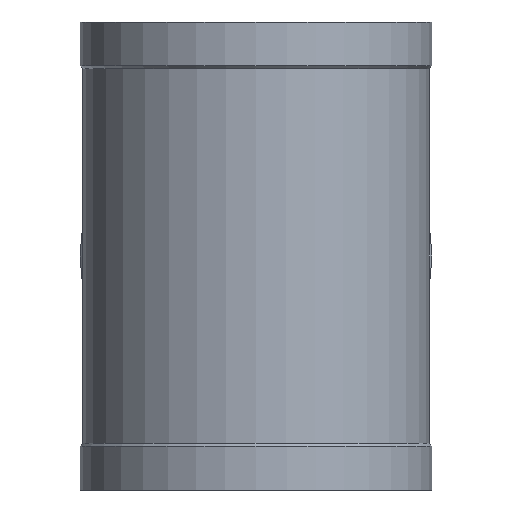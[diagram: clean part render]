
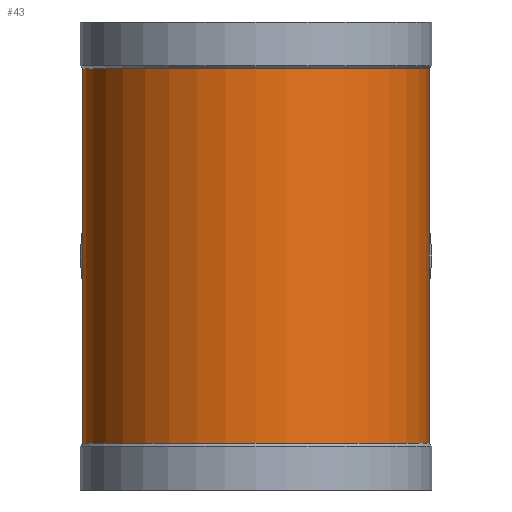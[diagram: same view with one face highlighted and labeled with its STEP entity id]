
A CAD part, left-side view. The second image highlights one B-rep face of the part: STEP entity #43.
In plain terms, the highlighted cylindrical face has radius 177.5 mm (diameter 355 mm), a full revolution.
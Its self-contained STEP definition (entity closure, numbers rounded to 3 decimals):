
#43 = ADVANCED_FACE( '', ( #98, #99, #100 ), #101, .T. );
#98 = FACE_OUTER_BOUND( '', #183, .T. );
#99 = FACE_BOUND( '', #184, .T. );
#100 = FACE_OUTER_BOUND( '', #185, .T. );
#101 = CYLINDRICAL_SURFACE( '', #186, 177.5 );
#183 = EDGE_LOOP( '', ( #262 ) );
#184 = EDGE_LOOP( '', ( #263, #264 ) );
#185 = EDGE_LOOP( '', ( #265 ) );
#186 = AXIS2_PLACEMENT_3D( '', #266, #267, #268 );
#262 = ORIENTED_EDGE( '', *, *, #382, .T. );
#263 = ORIENTED_EDGE( '', *, *, #383, .F. );
#264 = ORIENTED_EDGE( '', *, *, #384, .F. );
#265 = ORIENTED_EDGE( '', *, *, #385, .F. );
#266 = CARTESIAN_POINT( '', ( 0., 0., -240. ) );
#267 = DIRECTION( '', ( 0., 0., 1. ) );
#268 = DIRECTION( '', ( -1., 0., 0. ) );
#382 = EDGE_CURVE( '', #423, #423, #424, .T. );
#383 = EDGE_CURVE( '', #425, #426, #427, .T. );
#384 = EDGE_CURVE( '', #426, #425, #428, .F. );
#385 = EDGE_CURVE( '', #429, #429, #430, .T. );
#423 = VERTEX_POINT( '', #486 );
#424 = CIRCLE( '', #487, 177.5 );
#425 = VERTEX_POINT( '', #488 );
#426 = VERTEX_POINT( '', #489 );
#427 = ELLIPSE( '', #490, 251.023, 177.5 );
#428 = ELLIPSE( '', #491, 251.023, 177.5 );
#429 = VERTEX_POINT( '', #492 );
#430 = CIRCLE( '', #493, 177.5 );
#486 = CARTESIAN_POINT( '', ( -177.5, 0., 192. ) );
#487 = AXIS2_PLACEMENT_3D( '', #548, #549, #550 );
#488 = CARTESIAN_POINT( '', ( 0., 177.5, 0. ) );
#489 = CARTESIAN_POINT( '', ( 0., -177.5, 0. ) );
#490 = AXIS2_PLACEMENT_3D( '', #551, #552, #553 );
#491 = AXIS2_PLACEMENT_3D( '', #554, #555, #556 );
#492 = CARTESIAN_POINT( '', ( -177.5, 0., -192. ) );
#493 = AXIS2_PLACEMENT_3D( '', #557, #558, #559 );
#548 = CARTESIAN_POINT( '', ( 0., 0., 192. ) );
#549 = DIRECTION( '', ( 0., 0., -1. ) );
#550 = DIRECTION( '', ( -1., 0., 0. ) );
#551 = CARTESIAN_POINT( '', ( 0., 0., 0. ) );
#552 = DIRECTION( '', ( 0.707, 0., -0.707 ) );
#553 = DIRECTION( '', ( -0.707, 0., -0.707 ) );
#554 = CARTESIAN_POINT( '', ( 0., 0., 0. ) );
#555 = DIRECTION( '', ( -0.707, 0., -0.707 ) );
#556 = DIRECTION( '', ( 0.707, 0., -0.707 ) );
#557 = CARTESIAN_POINT( '', ( 0., 0., -192. ) );
#558 = DIRECTION( '', ( 0., 0., -1. ) );
#559 = DIRECTION( '', ( -1., 0., 0. ) );
